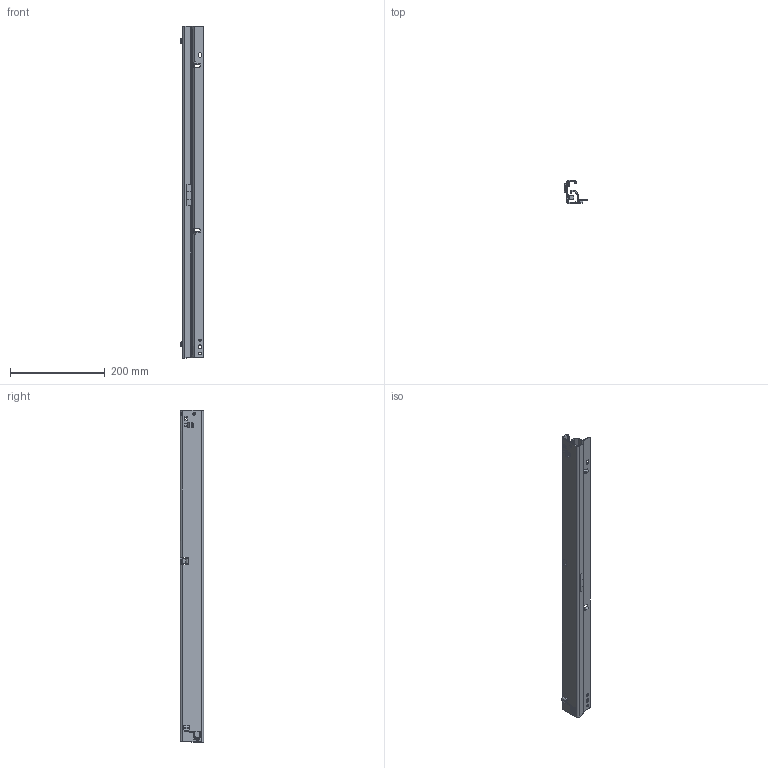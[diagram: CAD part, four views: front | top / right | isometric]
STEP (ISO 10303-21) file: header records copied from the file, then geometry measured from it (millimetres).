
FILE_DESCRIPTION (( 'STEP AP214' ), '1' );
FILE_NAME ('FR_7075_SMT.0700mm_28inch_U005_closed_left.STEP', '2022-11-18T11:06:58', ( '' ), ( '' ), 'SwSTEP 2.0', 'SolidWorks 2020', '' );
FILE_SCHEMA (( 'AUTOMOTIVE_DESIGN' ));
Length unit declared in the file: millimetre
Products named in the file (5): FR_7075_SMT.0700mm_28inch_U005_closed_left; 7100.XXX-03.W178_NL 700; 7075.XXX-01.H215_NL 700; 7075.XXX-01.U005_NL 700
Assembly tree (4 placements, depth 3):
  FR_7075_SMT.0700mm_28inch_U005_closed_left
    7075.XXX-01.U005_NL 700
      7075.XXX-01.H215_NL 700
    7100.XXX-03.W178_NL 700
      7100.XXX-03.W178_NL 700
Bounding box: 49.43 x 50.2 x 700 mm (x, y, z)
Volume: 216799.8 mm3; surface area: 196742 mm2
Topology: 2 solids, 2 shells, 525 faces, 1371 edges, 838 vertices
Faces by surface type: plane 240, cylinder 197, bspline 62, cone 18, sphere 6, torus 2
Entity records: 18490 total; most frequent: CARTESIAN_POINT 5226, ORIENTED_EDGE 2718, DIRECTION 2416, EDGE_CURVE 1359, VERTEX_POINT 838, AXIS2_PLACEMENT_3D 817, VECTOR 782, LINE 782
